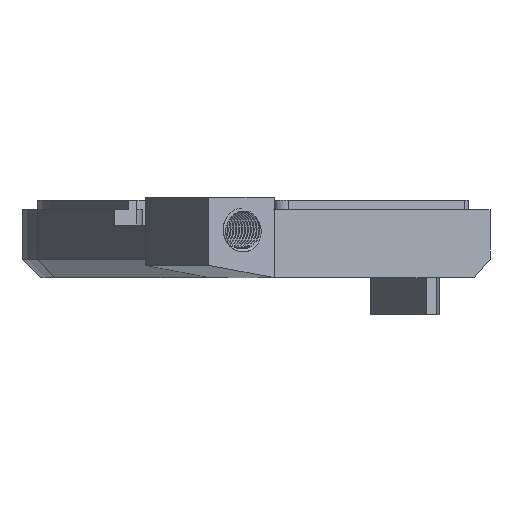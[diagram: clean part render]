
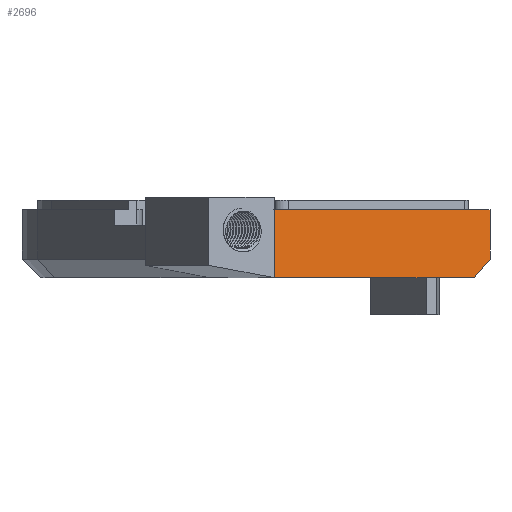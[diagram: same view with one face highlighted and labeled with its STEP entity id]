
A CAD part, left-side view. The second image highlights one B-rep face of the part: STEP entity #2696.
In plain terms, the highlighted planar face has unit normal (-0.828, -0.56, 0).
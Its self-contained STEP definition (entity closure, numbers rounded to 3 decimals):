
#176 = VERTEX_POINT('',#177);
#177 = CARTESIAN_POINT('',(-84.536,-12.382,11.));
#185 = EDGE_CURVE('',#176,#186,#188,.T.);
#186 = VERTEX_POINT('',#187);
#187 = CARTESIAN_POINT('',(-61.,-47.176,11.));
#188 = LINE('',#189,#190);
#189 = CARTESIAN_POINT('',(-84.536,-12.382,11.));
#190 = VECTOR('',#191,1.);
#191 = DIRECTION('',(0.56,-0.828,0.));
#689 = EDGE_CURVE('',#690,#692,#694,.T.);
#690 = VERTEX_POINT('',#691);
#691 = CARTESIAN_POINT('',(-84.536,-12.382,0.));
#692 = VERTEX_POINT('',#693);
#693 = CARTESIAN_POINT('',(-62.72,-44.634,0.));
#694 = LINE('',#695,#696);
#695 = CARTESIAN_POINT('',(-84.536,-12.382,0.));
#696 = VECTOR('',#697,1.);
#697 = DIRECTION('',(0.56,-0.828,0.));
#2260 = EDGE_CURVE('',#690,#176,#2261,.T.);
#2261 = LINE('',#2262,#2263);
#2262 = CARTESIAN_POINT('',(-84.536,-12.382,5.5));
#2263 = VECTOR('',#2264,1.);
#2264 = DIRECTION('',(0.,0.,1.));
#2678 = EDGE_CURVE('',#2679,#186,#2681,.T.);
#2679 = VERTEX_POINT('',#2680);
#2680 = CARTESIAN_POINT('',(-61.,-47.176,3.));
#2681 = LINE('',#2682,#2683);
#2682 = CARTESIAN_POINT('',(-61.,-47.176,0.));
#2683 = VECTOR('',#2684,1.);
#2684 = DIRECTION('',(0.,0.,1.));
#2696 = ADVANCED_FACE('',(#2697),#2709,.T.);
#2697 = FACE_BOUND('',#2698,.T.);
#2698 = EDGE_LOOP('',(#2699,#2700,#2706,#2707,#2708));
#2699 = ORIENTED_EDGE('',*,*,#689,.T.);
#2700 = ORIENTED_EDGE('',*,*,#2701,.F.);
#2701 = EDGE_CURVE('',#2679,#692,#2702,.T.);
#2702 = LINE('',#2703,#2704);
#2703 = CARTESIAN_POINT('',(-63.711,-43.168,
    -1.729));
#2704 = VECTOR('',#2705,1.);
#2705 = DIRECTION('',(-0.401,0.592,-0.699));
#2706 = ORIENTED_EDGE('',*,*,#2678,.T.);
#2707 = ORIENTED_EDGE('',*,*,#185,.F.);
#2708 = ORIENTED_EDGE('',*,*,#2260,.F.);
#2709 = PLANE('',#2710);
#2710 = AXIS2_PLACEMENT_3D('',#2711,#2712,#2713);
#2711 = CARTESIAN_POINT('',(-72.768,-29.779,5.5));
#2712 = DIRECTION('',(-0.828,-0.56,-0.));
#2713 = DIRECTION('',(0.56,-0.828,0.));
